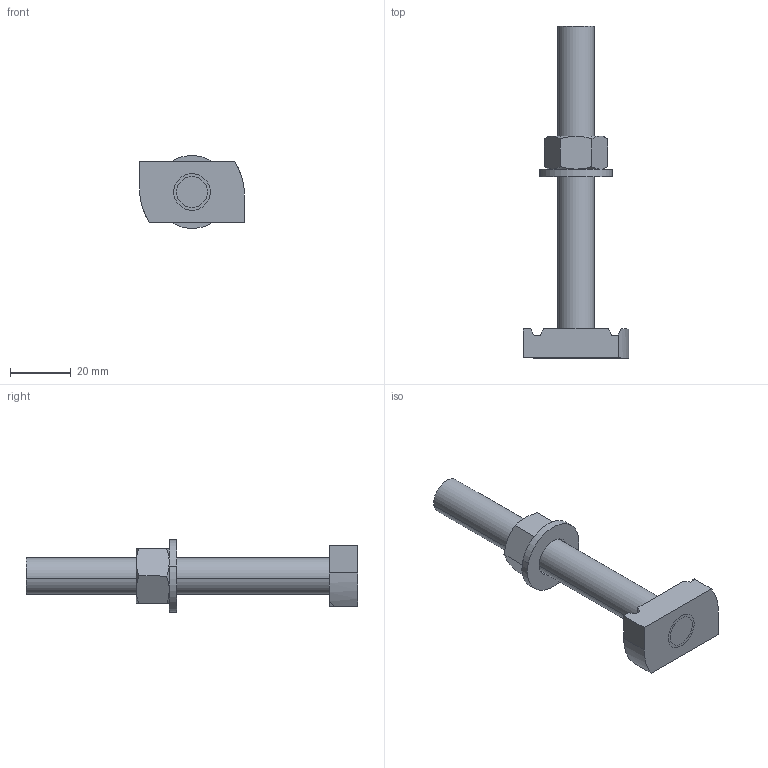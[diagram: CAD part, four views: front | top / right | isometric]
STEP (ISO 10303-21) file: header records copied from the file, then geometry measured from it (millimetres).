
FILE_DESCRIPTION (( 'STEP AP214' ), '1' );
FILE_NAME ('1148442.stp', '2019-09-24T08:45:36', ( '' ), ( '' ), 'SwSTEP 2.0', 'SolidWorks 2018', '' );
FILE_SCHEMA (( 'AUTOMOTIVE_DESIGN' ));
Length unit declared in the file: millimetre
Products named in the file (5): 018963_Washer ISO 7089 - 12; 1148442; P_0000010703_1_12-o. Kerbe; P_0000010701_1_M12x100; 018965_Hexagon Nut ISO - 4032 - M12 - D - N
Assembly tree (4 placements, depth 2):
  1148442
    P_0000010703_1_12-o. Kerbe
    P_0000010701_1_M12x100
    018965_Hexagon Nut ISO - 4032 - M12 - D - N
    018963_Washer ISO 7089 - 12
Bounding box: 34.5 x 109 x 23.93 mm (x, y, z)
Volume: 20567.6 mm3; surface area: 9180 mm2
Topology: 4 solids, 4 shells, 50 faces, 114 edges, 72 vertices
Faces by surface type: plane 26, cylinder 12, cone 12
Entity records: 1707 total; most frequent: CARTESIAN_POINT 385, DIRECTION 238, ORIENTED_EDGE 228, EDGE_CURVE 114, AXIS2_PLACEMENT_3D 93, VERTEX_POINT 72, EDGE_LOOP 56, VECTOR 52
